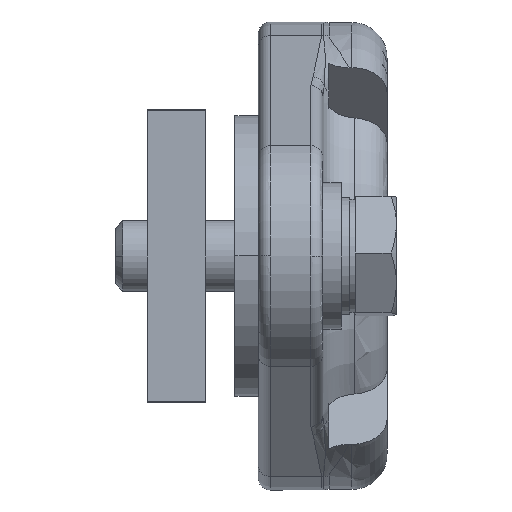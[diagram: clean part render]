
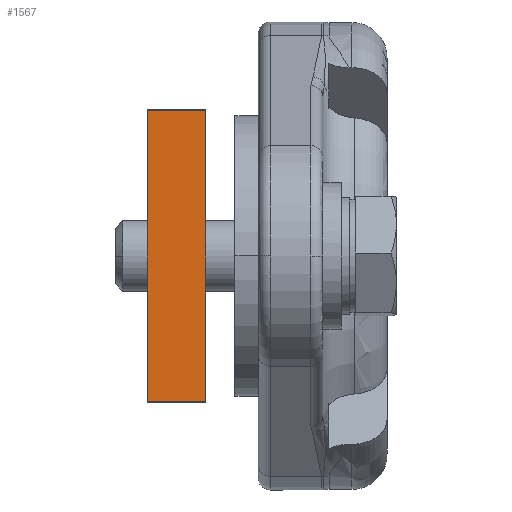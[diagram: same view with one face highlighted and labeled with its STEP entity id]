
A CAD part, left-side view. The second image highlights one B-rep face of the part: STEP entity #1567.
In plain terms, the highlighted planar face has unit normal (-1, 0, 0).
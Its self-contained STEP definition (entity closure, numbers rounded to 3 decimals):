
#143 = AXIS2_PLACEMENT_3D ( 'NONE', #477, #3901, #3941 ) ;
#309 = LINE ( 'NONE', #7339, #4890 ) ;
#477 = CARTESIAN_POINT ( 'NONE',  ( -45., 15., -12.5 ) ) ;
#481 = VERTEX_POINT ( 'NONE', #5155 ) ;
#592 = DIRECTION ( 'NONE',  ( 0., 1., 0. ) ) ;
#722 = VECTOR ( 'NONE', #7480, 1000. ) ;
#1174 = DIRECTION ( 'NONE',  ( 0., 0., -1. ) ) ;
#1187 = CARTESIAN_POINT ( 'NONE',  ( -45., 10., 12.4 ) ) ;
#1567 = ADVANCED_FACE ( 'NONE', ( #6028 ), #7377, .T. ) ;
#1827 = LINE ( 'NONE', #6177, #722 ) ;
#2254 = VECTOR ( 'NONE', #1174, 1000. ) ;
#3158 = VERTEX_POINT ( 'NONE', #7528 ) ;
#3279 = CARTESIAN_POINT ( 'NONE',  ( -45., 15., -12.5 ) ) ;
#3361 = VERTEX_POINT ( 'NONE', #1187 ) ;
#3723 = DIRECTION ( 'NONE',  ( 0., -1., 0. ) ) ;
#3901 = DIRECTION ( 'NONE',  ( -1., 0., 0. ) ) ;
#3941 = DIRECTION ( 'NONE',  ( 0., -1., 0. ) ) ;
#4536 = ORIENTED_EDGE ( 'NONE', *, *, #8741, .T. ) ;
#4890 = VECTOR ( 'NONE', #3723, 1000. ) ;
#5155 = CARTESIAN_POINT ( 'NONE',  ( -45., 10., -12.4 ) ) ;
#5409 = ORIENTED_EDGE ( 'NONE', *, *, #7092, .T. ) ;
#5961 = ORIENTED_EDGE ( 'NONE', *, *, #7352, .T. ) ;
#6028 = FACE_OUTER_BOUND ( 'NONE', #7109, .T. ) ;
#6054 = LINE ( 'NONE', #3279, #2254 ) ;
#6177 = CARTESIAN_POINT ( 'NONE',  ( -45., 10., 0. ) ) ;
#6978 = CARTESIAN_POINT ( 'NONE',  ( -45., 15., 12.4 ) ) ;
#7092 = EDGE_CURVE ( 'NONE', #3361, #8262, #8896, .T. ) ;
#7109 = EDGE_LOOP ( 'NONE', ( #4536, #5961, #7300, #5409 ) ) ;
#7300 = ORIENTED_EDGE ( 'NONE', *, *, #8251, .F. ) ;
#7339 = CARTESIAN_POINT ( 'NONE',  ( -45., 15., -12.4 ) ) ;
#7352 = EDGE_CURVE ( 'NONE', #3158, #481, #309, .T. ) ;
#7377 = PLANE ( 'NONE',  #143 ) ;
#7480 = DIRECTION ( 'NONE',  ( 0., 0., -1. ) ) ;
#7528 = CARTESIAN_POINT ( 'NONE',  ( -45., 15., -12.4 ) ) ;
#8251 = EDGE_CURVE ( 'NONE', #3361, #481, #1827, .T. ) ;
#8262 = VERTEX_POINT ( 'NONE', #6978 ) ;
#8741 = EDGE_CURVE ( 'NONE', #8262, #3158, #6054, .T. ) ;
#8781 = VECTOR ( 'NONE', #592, 1000. ) ;
#8854 = CARTESIAN_POINT ( 'NONE',  ( -45., 15., 12.4 ) ) ;
#8896 = LINE ( 'NONE', #8854, #8781 ) ;
